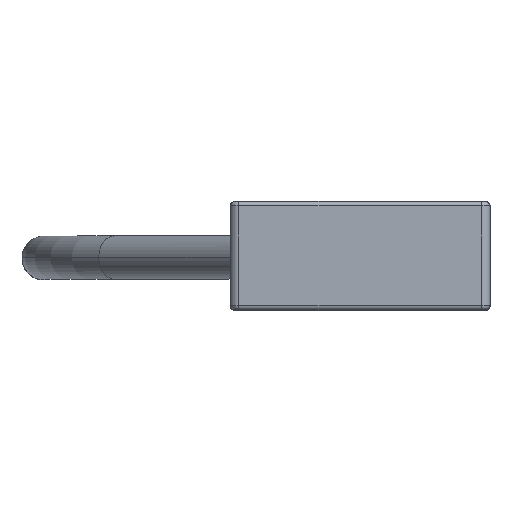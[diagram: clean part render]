
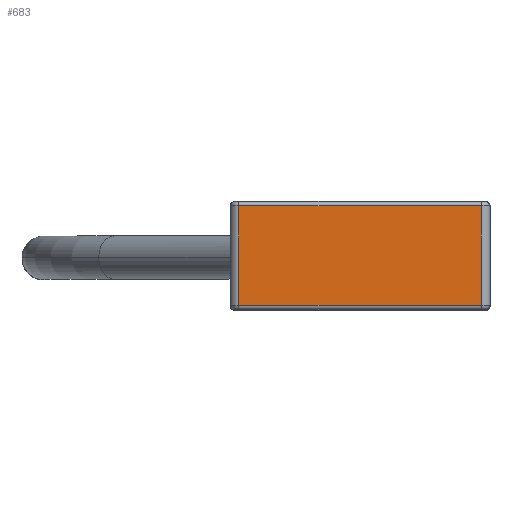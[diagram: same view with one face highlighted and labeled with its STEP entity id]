
A CAD part, top view. The second image highlights one B-rep face of the part: STEP entity #683.
In plain terms, the highlighted planar face has unit normal (0, 0, 1).
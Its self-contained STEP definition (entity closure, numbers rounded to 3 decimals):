
#44 = CARTESIAN_POINT ( 'NONE',  ( 2.8, -1.15, 5. ) ) ;
#110 = VERTEX_POINT ( 'NONE', #898 ) ;
#124 = VECTOR ( 'NONE', #801, 1000. ) ;
#134 = VERTEX_POINT ( 'NONE', #165 ) ;
#137 = EDGE_CURVE ( 'NONE', #110, #360, #1261, .T. ) ;
#165 = CARTESIAN_POINT ( 'NONE',  ( 2.8, 1.15, 5. ) ) ;
#184 = EDGE_LOOP ( 'NONE', ( #960, #439, #729, #560 ) ) ;
#279 = VERTEX_POINT ( 'NONE', #719 ) ;
#328 = LINE ( 'NONE', #596, #853 ) ;
#360 = VERTEX_POINT ( 'NONE', #743 ) ;
#439 = ORIENTED_EDGE ( 'NONE', *, *, #137, .T. ) ;
#461 = AXIS2_PLACEMENT_3D ( 'NONE', #682, #804, #472 ) ;
#472 = DIRECTION ( 'NONE',  ( -1., 0., 0. ) ) ;
#487 = CARTESIAN_POINT ( 'NONE',  ( -2.8, 1.25, 5. ) ) ;
#560 = ORIENTED_EDGE ( 'NONE', *, *, #1318, .T. ) ;
#596 = CARTESIAN_POINT ( 'NONE',  ( 2.8, 1.25, 5. ) ) ;
#652 = LINE ( 'NONE', #487, #958 ) ;
#682 = CARTESIAN_POINT ( 'NONE',  ( -3., 1.25, 5. ) ) ;
#683 = ADVANCED_FACE ( 'NONE', ( #1108 ), #1118, .F. ) ;
#719 = CARTESIAN_POINT ( 'NONE',  ( -2.8, 1.15, 5. ) ) ;
#729 = ORIENTED_EDGE ( 'NONE', *, *, #837, .T. ) ;
#743 = CARTESIAN_POINT ( 'NONE',  ( 2.8, -1.15, 5. ) ) ;
#772 = VECTOR ( 'NONE', #1359, 1000. ) ;
#801 = DIRECTION ( 'NONE',  ( 1., 0., 0. ) ) ;
#804 = DIRECTION ( 'NONE',  ( 0., 0., -1. ) ) ;
#837 = EDGE_CURVE ( 'NONE', #360, #134, #328, .T. ) ;
#853 = VECTOR ( 'NONE', #1253, 1000. ) ;
#898 = CARTESIAN_POINT ( 'NONE',  ( -2.8, -1.15, 5. ) ) ;
#958 = VECTOR ( 'NONE', #1150, 1000. ) ;
#960 = ORIENTED_EDGE ( 'NONE', *, *, #1220, .T. ) ;
#1052 = LINE ( 'NONE', #1248, #772 ) ;
#1108 = FACE_OUTER_BOUND ( 'NONE', #184, .T. ) ;
#1118 = PLANE ( 'NONE',  #461 ) ;
#1150 = DIRECTION ( 'NONE',  ( 0., -1., 0. ) ) ;
#1220 = EDGE_CURVE ( 'NONE', #279, #110, #652, .T. ) ;
#1248 = CARTESIAN_POINT ( 'NONE',  ( -3., 1.15, 5. ) ) ;
#1253 = DIRECTION ( 'NONE',  ( 0., 1., 0. ) ) ;
#1261 = LINE ( 'NONE', #44, #124 ) ;
#1318 = EDGE_CURVE ( 'NONE', #134, #279, #1052, .T. ) ;
#1359 = DIRECTION ( 'NONE',  ( -1., 0., 0. ) ) ;
